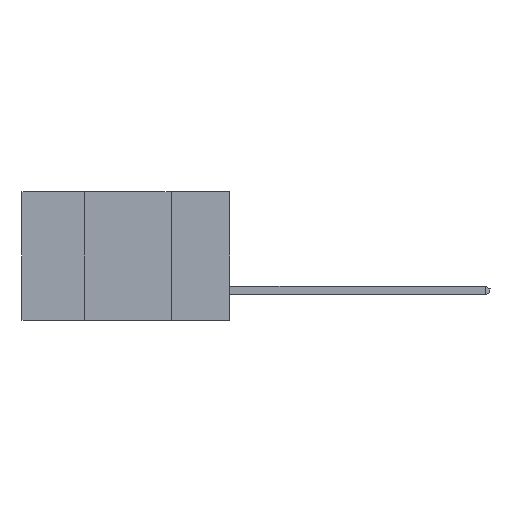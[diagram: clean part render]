
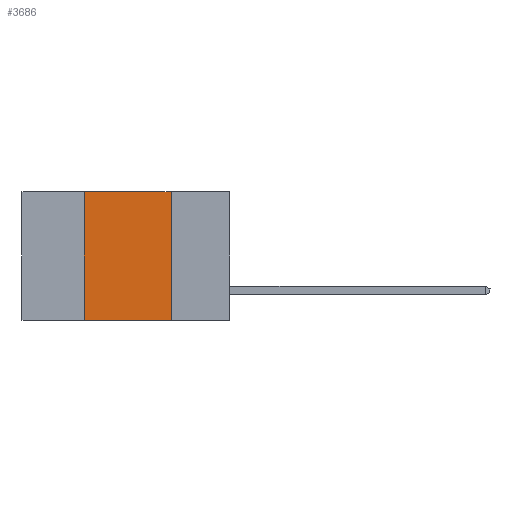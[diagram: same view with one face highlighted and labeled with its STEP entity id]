
A CAD part, left-side view. The second image highlights one B-rep face of the part: STEP entity #3686.
In plain terms, the highlighted planar face has unit normal (-1, 0, 0).
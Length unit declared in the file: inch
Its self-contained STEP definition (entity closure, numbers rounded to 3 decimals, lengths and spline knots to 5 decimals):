
#411 = ORIENTED_EDGE ( 'NONE', *, *, #3807, .T. ) ;
#653 = VECTOR ( 'NONE', #1907, 39.37008 ) ;
#1404 = VERTEX_POINT ( 'NONE', #1435 ) ;
#1435 = CARTESIAN_POINT ( 'NONE',  ( 0., 0.42, 0. ) ) ;
#1653 = VECTOR ( 'NONE', #7495, 39.37008 ) ;
#1793 = LINE ( 'NONE', #4368, #1653 ) ;
#1907 = DIRECTION ( 'NONE',  ( 0., -1., 0. ) ) ;
#2018 = DIRECTION ( 'NONE',  ( 0., 0., 1. ) ) ;
#2641 = ORIENTED_EDGE ( 'NONE', *, *, #3245, .F. ) ;
#2644 = CARTESIAN_POINT ( 'NONE',  ( 0., 0.6, 0. ) ) ;
#2659 = VECTOR ( 'NONE', #2018, 39.37008 ) ;
#3024 = CARTESIAN_POINT ( 'NONE',  ( 0., 0.42, -0.37 ) ) ;
#3245 = EDGE_CURVE ( 'NONE', #5779, #1404, #5851, .T. ) ;
#3260 = LINE ( 'NONE', #2644, #653 ) ;
#3609 = VECTOR ( 'NONE', #5763, 39.37008 ) ;
#3686 = ADVANCED_FACE ( 'NONE', ( #6735 ), #8033, .F. ) ;
#3807 = EDGE_CURVE ( 'NONE', #5779, #6271, #1793, .T. ) ;
#4148 = CARTESIAN_POINT ( 'NONE',  ( 0., 0.6, 0. ) ) ;
#4368 = CARTESIAN_POINT ( 'NONE',  ( 0., 0.6, -0.37 ) ) ;
#4561 = ORIENTED_EDGE ( 'NONE', *, *, #7908, .F. ) ;
#4593 = CARTESIAN_POINT ( 'NONE',  ( 0., 0.17, -0.37 ) ) ;
#4651 = DIRECTION ( 'NONE',  ( 1., 0., 0. ) ) ;
#4652 = VERTEX_POINT ( 'NONE', #7925 ) ;
#5062 = AXIS2_PLACEMENT_3D ( 'NONE', #4148, #4651, #6081 ) ;
#5286 = CARTESIAN_POINT ( 'NONE',  ( 0., 0.17, -0.37 ) ) ;
#5709 = EDGE_LOOP ( 'NONE', ( #4561, #7252, #2641, #411 ) ) ;
#5763 = DIRECTION ( 'NONE',  ( 0., 0., -1. ) ) ;
#5779 = VERTEX_POINT ( 'NONE', #3024 ) ;
#5805 = LINE ( 'NONE', #5286, #3609 ) ;
#5808 = CARTESIAN_POINT ( 'NONE',  ( 0., 0.42, -0.37 ) ) ;
#5851 = LINE ( 'NONE', #5808, #2659 ) ;
#6081 = DIRECTION ( 'NONE',  ( 0., 0., -1. ) ) ;
#6271 = VERTEX_POINT ( 'NONE', #4593 ) ;
#6735 = FACE_OUTER_BOUND ( 'NONE', #5709, .T. ) ;
#7252 = ORIENTED_EDGE ( 'NONE', *, *, #7423, .F. ) ;
#7423 = EDGE_CURVE ( 'NONE', #1404, #4652, #3260, .T. ) ;
#7495 = DIRECTION ( 'NONE',  ( 0., -1., 0. ) ) ;
#7908 = EDGE_CURVE ( 'NONE', #4652, #6271, #5805, .T. ) ;
#7925 = CARTESIAN_POINT ( 'NONE',  ( 0., 0.17, 0. ) ) ;
#8033 = PLANE ( 'NONE',  #5062 ) ;
